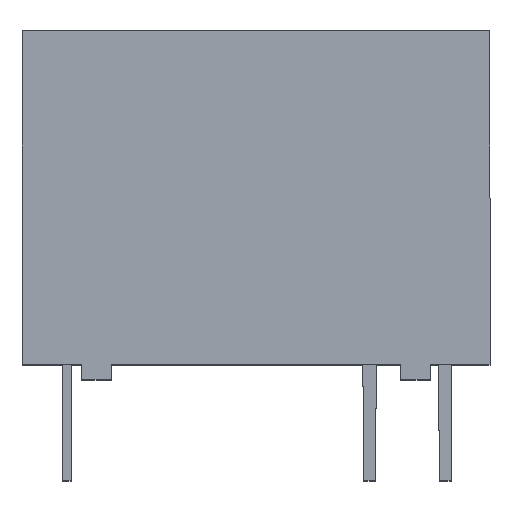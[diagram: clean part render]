
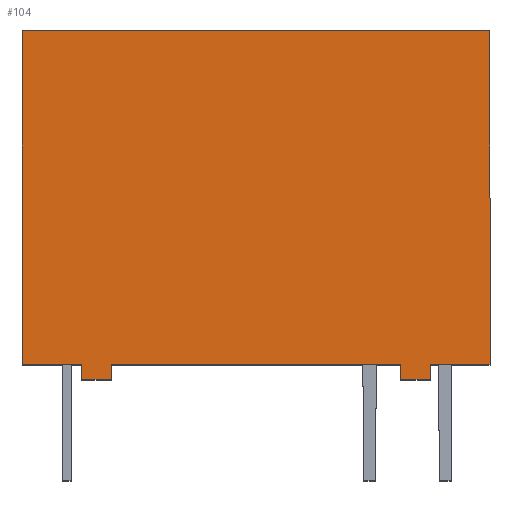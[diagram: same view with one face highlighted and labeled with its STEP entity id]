
A CAD part, top view. The second image highlights one B-rep face of the part: STEP entity #104.
In plain terms, the highlighted planar face has unit normal (0, 0, 1).
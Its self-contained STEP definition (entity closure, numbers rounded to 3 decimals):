
#5 = VERTEX_POINT ( 'NONE', #307 ) ;
#18 = DIRECTION ( 'NONE',  ( -1., 0., 0. ) ) ;
#20 = DIRECTION ( 'NONE',  ( 0., -1., 0. ) ) ;
#31 = CARTESIAN_POINT ( 'NONE',  ( -7.85, 0.5, 5.2 ) ) ;
#33 = EDGE_CURVE ( 'NONE', #1136, #1466, #1490, .T. ) ;
#67 = LINE ( 'NONE', #31, #1692 ) ;
#93 = VECTOR ( 'NONE', #20, 1000. ) ;
#96 = DIRECTION ( 'NONE',  ( 1., 0., 0. ) ) ;
#104 = ADVANCED_FACE ( 'NONE', ( #1022 ), #332, .T. ) ;
#125 = CARTESIAN_POINT ( 'NONE',  ( -4.85, 0.5, 5.2 ) ) ;
#130 = LINE ( 'NONE', #226, #782 ) ;
#162 = CARTESIAN_POINT ( 'NONE',  ( 4.85, 0.5, 5.2 ) ) ;
#179 = VERTEX_POINT ( 'NONE', #1623 ) ;
#188 = ORIENTED_EDGE ( 'NONE', *, *, #854, .T. ) ;
#193 = CARTESIAN_POINT ( 'NONE',  ( 0., 0., 5.2 ) ) ;
#198 = LINE ( 'NONE', #591, #504 ) ;
#206 = LINE ( 'NONE', #778, #941 ) ;
#226 = CARTESIAN_POINT ( 'NONE',  ( 5.85, 0., 5.2 ) ) ;
#235 = ORIENTED_EDGE ( 'NONE', *, *, #1017, .T. ) ;
#240 = VECTOR ( 'NONE', #1155, 1000. ) ;
#244 = ORIENTED_EDGE ( 'NONE', *, *, #33, .T. ) ;
#253 = VERTEX_POINT ( 'NONE', #536 ) ;
#260 = CARTESIAN_POINT ( 'NONE',  ( -4.85, 0.5, 5.2 ) ) ;
#294 = VERTEX_POINT ( 'NONE', #779 ) ;
#300 = DIRECTION ( 'NONE',  ( 1., 0., 0. ) ) ;
#307 = CARTESIAN_POINT ( 'NONE',  ( 5.85, 0.5, 5.2 ) ) ;
#325 = DIRECTION ( 'NONE',  ( 1., 0., 0. ) ) ;
#332 = PLANE ( 'NONE',  #942 ) ;
#438 = CARTESIAN_POINT ( 'NONE',  ( -5.85, 0.5, 5.2 ) ) ;
#475 = LINE ( 'NONE', #1409, #1701 ) ;
#494 = LINE ( 'NONE', #1619, #922 ) ;
#504 = VECTOR ( 'NONE', #1630, 1000. ) ;
#519 = VERTEX_POINT ( 'NONE', #976 ) ;
#525 = CARTESIAN_POINT ( 'NONE',  ( -5.85, 0., 5.2 ) ) ;
#536 = CARTESIAN_POINT ( 'NONE',  ( 7.85, 0.5, 5.2 ) ) ;
#540 = EDGE_LOOP ( 'NONE', ( #1391, #1414, #1606, #235, #188, #1689, #995, #566, #244, #1309, #616, #1169 ) ) ;
#546 = CARTESIAN_POINT ( 'NONE',  ( -7.85, 11.7, 5.2 ) ) ;
#551 = CARTESIAN_POINT ( 'NONE',  ( 4.85, 0., 5.2 ) ) ;
#556 = VECTOR ( 'NONE', #923, 1000. ) ;
#566 = ORIENTED_EDGE ( 'NONE', *, *, #1374, .T. ) ;
#591 = CARTESIAN_POINT ( 'NONE',  ( 7.85, 11.7, 5.2 ) ) ;
#596 = CARTESIAN_POINT ( 'NONE',  ( -7.85, 0.5, 5.2 ) ) ;
#613 = DIRECTION ( 'NONE',  ( 1., 0., 0. ) ) ;
#616 = ORIENTED_EDGE ( 'NONE', *, *, #794, .T. ) ;
#637 = EDGE_CURVE ( 'NONE', #1389, #817, #494, .T. ) ;
#736 = LINE ( 'NONE', #1176, #556 ) ;
#778 = CARTESIAN_POINT ( 'NONE',  ( -5.85, 0.5, 5.2 ) ) ;
#779 = CARTESIAN_POINT ( 'NONE',  ( 7.85, 11.7, 5.2 ) ) ;
#782 = VECTOR ( 'NONE', #96, 1000. ) ;
#783 = CARTESIAN_POINT ( 'NONE',  ( -4.85, 0., 5.2 ) ) ;
#794 = EDGE_CURVE ( 'NONE', #519, #5, #475, .T. ) ;
#817 = VERTEX_POINT ( 'NONE', #783 ) ;
#820 = EDGE_CURVE ( 'NONE', #1468, #1153, #736, .T. ) ;
#853 = LINE ( 'NONE', #546, #1140 ) ;
#854 = EDGE_CURVE ( 'NONE', #1028, #1389, #206, .T. ) ;
#860 = DIRECTION ( 'NONE',  ( 1., 0., 0. ) ) ;
#910 = VECTOR ( 'NONE', #1413, 1000. ) ;
#922 = VECTOR ( 'NONE', #860, 1000. ) ;
#923 = DIRECTION ( 'NONE',  ( 0., -1., 0. ) ) ;
#941 = VECTOR ( 'NONE', #1312, 1000. ) ;
#942 = AXIS2_PLACEMENT_3D ( 'NONE', #193, #1240, #325 ) ;
#948 = CARTESIAN_POINT ( 'NONE',  ( -7.85, 11.7, 5.2 ) ) ;
#976 = CARTESIAN_POINT ( 'NONE',  ( 5.85, 0., 5.2 ) ) ;
#995 = ORIENTED_EDGE ( 'NONE', *, *, #1394, .T. ) ;
#1017 = EDGE_CURVE ( 'NONE', #1153, #1028, #67, .T. ) ;
#1022 = FACE_OUTER_BOUND ( 'NONE', #540, .T. ) ;
#1028 = VERTEX_POINT ( 'NONE', #438 ) ;
#1136 = VERTEX_POINT ( 'NONE', #1236 ) ;
#1140 = VECTOR ( 'NONE', #18, 1000. ) ;
#1150 = EDGE_CURVE ( 'NONE', #253, #294, #198, .T. ) ;
#1153 = VERTEX_POINT ( 'NONE', #596 ) ;
#1155 = DIRECTION ( 'NONE',  ( 1., 0., 0. ) ) ;
#1169 = ORIENTED_EDGE ( 'NONE', *, *, #1238, .T. ) ;
#1174 = EDGE_CURVE ( 'NONE', #1466, #519, #130, .T. ) ;
#1176 = CARTESIAN_POINT ( 'NONE',  ( -7.85, 11.7, 5.2 ) ) ;
#1198 = VECTOR ( 'NONE', #613, 1000. ) ;
#1236 = CARTESIAN_POINT ( 'NONE',  ( 4.85, 0.5, 5.2 ) ) ;
#1238 = EDGE_CURVE ( 'NONE', #5, #253, #1504, .T. ) ;
#1240 = DIRECTION ( 'NONE',  ( 0., 0., 1. ) ) ;
#1259 = CARTESIAN_POINT ( 'NONE',  ( 5.85, 0.5, 5.2 ) ) ;
#1309 = ORIENTED_EDGE ( 'NONE', *, *, #1174, .T. ) ;
#1312 = DIRECTION ( 'NONE',  ( 0., -1., 0. ) ) ;
#1335 = LINE ( 'NONE', #125, #240 ) ;
#1374 = EDGE_CURVE ( 'NONE', #179, #1136, #1335, .T. ) ;
#1389 = VERTEX_POINT ( 'NONE', #525 ) ;
#1391 = ORIENTED_EDGE ( 'NONE', *, *, #1150, .T. ) ;
#1394 = EDGE_CURVE ( 'NONE', #817, #179, #1628, .T. ) ;
#1409 = CARTESIAN_POINT ( 'NONE',  ( 5.85, 0.5, 5.2 ) ) ;
#1413 = DIRECTION ( 'NONE',  ( 0., 1., 0. ) ) ;
#1414 = ORIENTED_EDGE ( 'NONE', *, *, #1533, .T. ) ;
#1466 = VERTEX_POINT ( 'NONE', #551 ) ;
#1468 = VERTEX_POINT ( 'NONE', #948 ) ;
#1490 = LINE ( 'NONE', #162, #93 ) ;
#1504 = LINE ( 'NONE', #1259, #1198 ) ;
#1517 = DIRECTION ( 'NONE',  ( 0., 1., 0. ) ) ;
#1533 = EDGE_CURVE ( 'NONE', #294, #1468, #853, .T. ) ;
#1606 = ORIENTED_EDGE ( 'NONE', *, *, #820, .T. ) ;
#1619 = CARTESIAN_POINT ( 'NONE',  ( -5.85, 0., 5.2 ) ) ;
#1623 = CARTESIAN_POINT ( 'NONE',  ( -4.85, 0.5, 5.2 ) ) ;
#1628 = LINE ( 'NONE', #260, #910 ) ;
#1630 = DIRECTION ( 'NONE',  ( 0., 1., 0. ) ) ;
#1689 = ORIENTED_EDGE ( 'NONE', *, *, #637, .T. ) ;
#1692 = VECTOR ( 'NONE', #300, 1000. ) ;
#1701 = VECTOR ( 'NONE', #1517, 1000. ) ;
